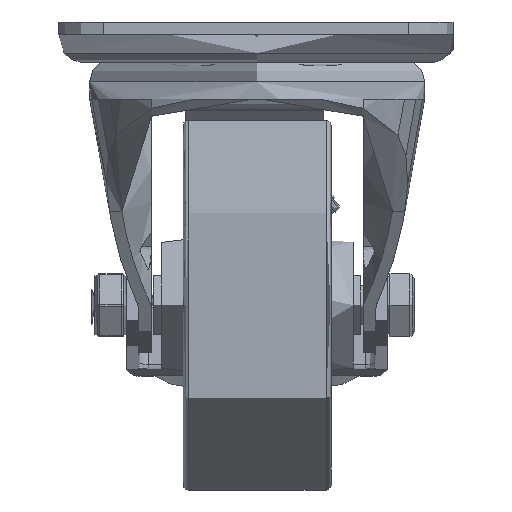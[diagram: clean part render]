
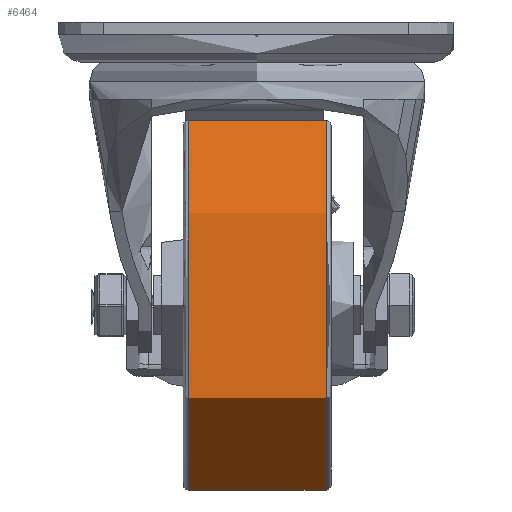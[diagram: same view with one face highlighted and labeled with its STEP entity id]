
A CAD part, left-side view. The second image highlights one B-rep face of the part: STEP entity #6464.
In plain terms, the highlighted cylindrical face has radius 37.5 mm (diameter 75 mm), a full revolution.
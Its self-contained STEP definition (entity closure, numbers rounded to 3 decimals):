
#785=CYLINDRICAL_SURFACE('',#7232,37.5);
#1086=LINE('',#16674,#1421);
#1421=VECTOR('',#8820,37.5);
#1808=FACE_OUTER_BOUND('',#2224,.T.);
#2224=EDGE_LOOP('',(#5853,#5854,#5855,#5856,#5857,#5858));
#2558=CIRCLE('',#7230,37.5);
#2559=CIRCLE('',#7231,37.5);
#2560=CIRCLE('',#7233,37.5);
#2561=CIRCLE('',#7234,37.5);
#3145=VERTEX_POINT('',#16667);
#3146=VERTEX_POINT('',#16669);
#3147=VERTEX_POINT('',#16673);
#3148=VERTEX_POINT('',#16675);
#4060=EDGE_CURVE('',#3145,#3146,#2558,.T.);
#4061=EDGE_CURVE('',#3146,#3145,#2559,.T.);
#4062=EDGE_CURVE('',#3146,#3147,#1086,.T.);
#4063=EDGE_CURVE('',#3147,#3148,#2560,.T.);
#4064=EDGE_CURVE('',#3148,#3147,#2561,.T.);
#5853=ORIENTED_EDGE('',*,*,#4060,.F.);
#5854=ORIENTED_EDGE('',*,*,#4061,.F.);
#5855=ORIENTED_EDGE('',*,*,#4062,.T.);
#5856=ORIENTED_EDGE('',*,*,#4063,.T.);
#5857=ORIENTED_EDGE('',*,*,#4064,.T.);
#5858=ORIENTED_EDGE('',*,*,#4062,.F.);
#6464=ADVANCED_FACE('',(#1808),#785,.T.);
#7230=AXIS2_PLACEMENT_3D('',#16670,#8814,#8815);
#7231=AXIS2_PLACEMENT_3D('',#16671,#8816,#8817);
#7232=AXIS2_PLACEMENT_3D('',#16672,#8818,#8819);
#7233=AXIS2_PLACEMENT_3D('',#16676,#8821,#8822);
#7234=AXIS2_PLACEMENT_3D('',#16677,#8823,#8824);
#8814=DIRECTION('center_axis',(0.,-1.,0.));
#8815=DIRECTION('ref_axis',(0.,0.,1.));
#8816=DIRECTION('center_axis',(0.,-1.,0.));
#8817=DIRECTION('ref_axis',(0.,0.,1.));
#8818=DIRECTION('center_axis',(0.,-1.,0.));
#8819=DIRECTION('ref_axis',(0.,0.,1.));
#8820=DIRECTION('',(0.,1.,0.));
#8821=DIRECTION('center_axis',(0.,-1.,0.));
#8822=DIRECTION('ref_axis',(0.,0.,1.));
#8823=DIRECTION('center_axis',(0.,-1.,0.));
#8824=DIRECTION('ref_axis',(0.,0.,1.));
#16667=CARTESIAN_POINT('',(0.,-14.,37.5));
#16669=CARTESIAN_POINT('',(0.,-14.,-37.5));
#16670=CARTESIAN_POINT('Origin',(0.,-14.,0.));
#16671=CARTESIAN_POINT('Origin',(0.,-14.,0.));
#16672=CARTESIAN_POINT('Origin',(0.,0.,0.));
#16673=CARTESIAN_POINT('',(0.,14.,-37.5));
#16674=CARTESIAN_POINT('',(0.,0.,-37.5));
#16675=CARTESIAN_POINT('',(0.,14.,37.5));
#16676=CARTESIAN_POINT('Origin',(0.,14.,0.));
#16677=CARTESIAN_POINT('Origin',(0.,14.,0.));
